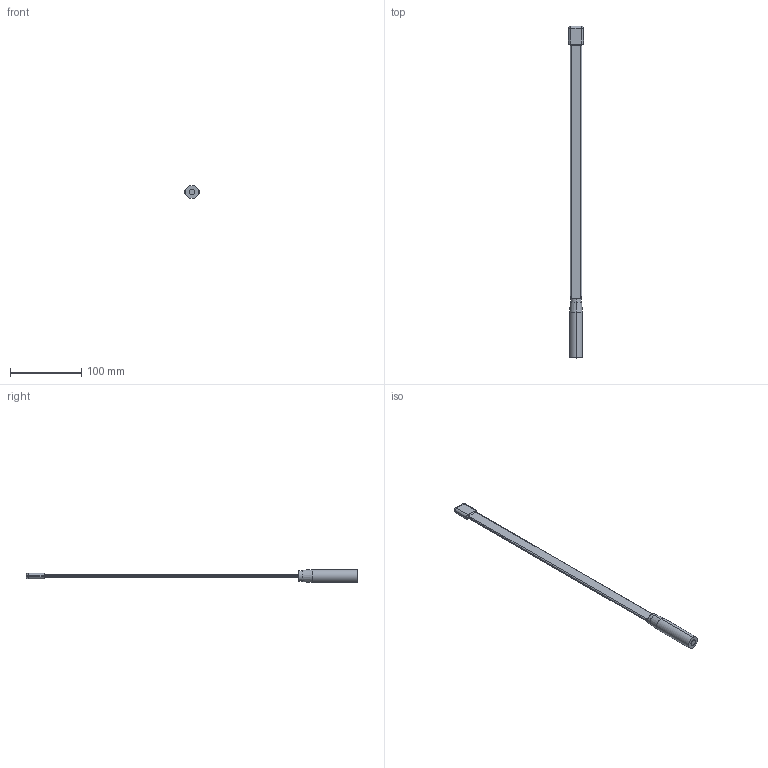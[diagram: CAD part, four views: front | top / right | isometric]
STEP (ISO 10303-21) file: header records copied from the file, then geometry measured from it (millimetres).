
FILE_DESCRIPTION (( 'STEP AP214' ), '1' );
FILE_NAME ('LCANRBD1076_3D.step', '2025-03-19T23:29:06', ( '' ), ( '' ), 'SwSTEP 2.0', 'SolidWorks 2022', '' );
FILE_SCHEMA (( 'AUTOMOTIVE_DESIGN' ));
Length unit declared in the file: inch
Products named in the file (1): LCANRBD1076_3D
Bounding box: 21 x 464.74 x 18 mm (x, y, z)
Volume: 45715.3 mm3; surface area: 20043.9 mm2
Topology: 1 solids, 1 shells, 70 faces, 156 edges, 86 vertices
Faces by surface type: cylinder 34, plane 18, sphere 8, torus 8, cone 2
Entity records: 1916 total; most frequent: DIRECTION 370, CARTESIAN_POINT 307, ORIENTED_EDGE 300, EDGE_CURVE 150, AXIS2_PLACEMENT_3D 149, VERTEX_POINT 86, CIRCLE 78, EDGE_LOOP 74
